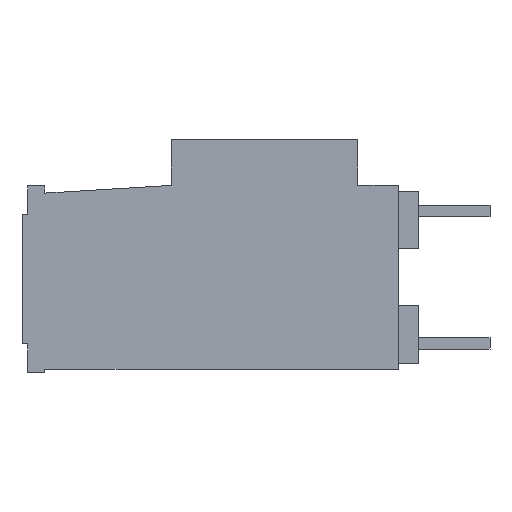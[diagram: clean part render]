
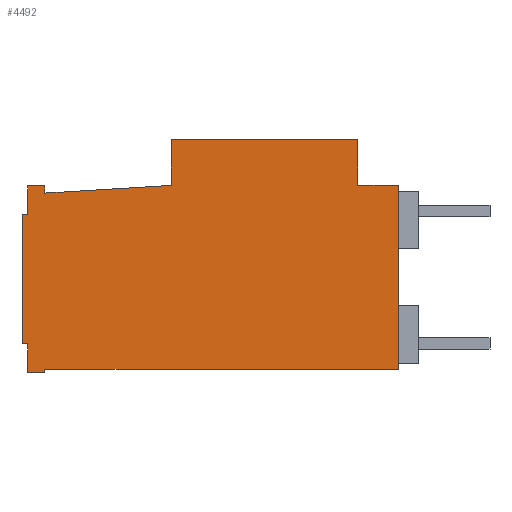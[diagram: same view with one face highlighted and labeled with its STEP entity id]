
A CAD part, left-side view. The second image highlights one B-rep face of the part: STEP entity #4492.
In plain terms, the highlighted planar face has unit normal (-1, 0, 0).
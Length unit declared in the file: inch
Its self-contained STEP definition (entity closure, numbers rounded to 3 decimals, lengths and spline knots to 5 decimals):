
#1=DIRECTION('',(0.,-1.,0.));
#2=VECTOR('',#1,0.06);
#3=CARTESIAN_POINT('',(0.,1.36,0.325));
#4=LINE('',#3,#2);
#5=DIRECTION('',(0.,0.,-1.));
#6=VECTOR('',#5,0.025);
#7=CARTESIAN_POINT('',(0.,1.3,0.325));
#8=LINE('',#7,#6);
#9=DIRECTION('',(0.,-0.998,0.061));
#10=VECTOR('',#9,0.44083);
#11=CARTESIAN_POINT('',(0.,1.3,0.3));
#12=LINE('',#11,#10);
#13=DIRECTION('',(0.,0.,1.));
#14=VECTOR('',#13,0.16);
#15=CARTESIAN_POINT('',(0.,0.86,0.327));
#16=LINE('',#15,#14);
#17=DIRECTION('',(0.,-1.,0.));
#18=VECTOR('',#17,0.65);
#19=CARTESIAN_POINT('',(0.,0.86,0.487));
#20=LINE('',#19,#18);
#21=DIRECTION('',(0.,0.,-1.));
#22=VECTOR('',#21,0.16);
#23=CARTESIAN_POINT('',(0.,0.21,0.487));
#24=LINE('',#23,#22);
#25=DIRECTION('',(0.,-1.,0.));
#26=VECTOR('',#25,0.14);
#27=CARTESIAN_POINT('',(0.,0.21,0.327));
#28=LINE('',#27,#26);
#29=DIRECTION('',(0.,0.,-1.));
#30=VECTOR('',#29,0.64);
#31=CARTESIAN_POINT('',(0.,0.07,0.327));
#32=LINE('',#31,#30);
#33=DIRECTION('',(0.,1.,0.));
#34=VECTOR('',#33,1.23);
#35=CARTESIAN_POINT('',(0.,0.07,-0.313));
#36=LINE('',#35,#34);
#37=DIRECTION('',(0.,0.,-1.));
#38=VECTOR('',#37,0.012);
#39=CARTESIAN_POINT('',(0.,1.3,-0.313));
#40=LINE('',#39,#38);
#41=DIRECTION('',(0.,1.,0.));
#42=VECTOR('',#41,0.06);
#43=CARTESIAN_POINT('',(0.,1.3,-0.325));
#44=LINE('',#43,#42);
#45=DIRECTION('',(0.,0.,1.));
#46=VECTOR('',#45,0.1);
#47=CARTESIAN_POINT('',(0.,1.36,-0.325));
#48=LINE('',#47,#46);
#49=DIRECTION('',(0.,1.,0.));
#50=VECTOR('',#49,0.02);
#51=CARTESIAN_POINT('',(0.,1.36,-0.225));
#52=LINE('',#51,#50);
#53=DIRECTION('',(0.,0.,1.));
#54=VECTOR('',#53,0.45);
#55=CARTESIAN_POINT('',(0.,1.38,-0.225));
#56=LINE('',#55,#54);
#57=DIRECTION('',(0.,-1.,0.));
#58=VECTOR('',#57,0.02);
#59=CARTESIAN_POINT('',(0.,1.38,0.225));
#60=LINE('',#59,#58);
#61=DIRECTION('',(0.,0.,1.));
#62=VECTOR('',#61,0.1);
#63=CARTESIAN_POINT('',(0.,1.36,0.225));
#64=LINE('',#63,#62);
#3425=CARTESIAN_POINT('',(0.,1.36,0.325));
#3426=CARTESIAN_POINT('',(0.,1.3,0.325));
#3427=VERTEX_POINT('',#3425);
#3428=VERTEX_POINT('',#3426);
#3429=CARTESIAN_POINT('',(0.,1.3,0.3));
#3430=VERTEX_POINT('',#3429);
#3431=CARTESIAN_POINT('',(0.,0.86,0.327));
#3432=VERTEX_POINT('',#3431);
#3433=CARTESIAN_POINT('',(0.,0.86,0.487));
#3434=VERTEX_POINT('',#3433);
#3435=CARTESIAN_POINT('',(0.,0.21,0.487));
#3436=VERTEX_POINT('',#3435);
#3437=CARTESIAN_POINT('',(0.,0.21,0.327));
#3438=VERTEX_POINT('',#3437);
#3439=CARTESIAN_POINT('',(0.,0.07,0.327));
#3440=VERTEX_POINT('',#3439);
#3441=CARTESIAN_POINT('',(0.,0.07,-0.313));
#3442=VERTEX_POINT('',#3441);
#3443=CARTESIAN_POINT('',(0.,1.3,-0.313));
#3444=VERTEX_POINT('',#3443);
#3445=CARTESIAN_POINT('',(0.,1.3,-0.325));
#3446=VERTEX_POINT('',#3445);
#3447=CARTESIAN_POINT('',(0.,1.36,-0.325));
#3448=VERTEX_POINT('',#3447);
#3449=CARTESIAN_POINT('',(0.,1.36,-0.225));
#3450=VERTEX_POINT('',#3449);
#3451=CARTESIAN_POINT('',(0.,1.38,-0.225));
#3452=VERTEX_POINT('',#3451);
#3453=CARTESIAN_POINT('',(0.,1.38,0.225));
#3454=VERTEX_POINT('',#3453);
#3455=CARTESIAN_POINT('',(0.,1.36,0.225));
#3456=VERTEX_POINT('',#3455);
#4453=CARTESIAN_POINT('',(0.,0.,0.));
#4454=DIRECTION('',(1.,0.,0.));
#4455=DIRECTION('',(0.,0.,-1.));
#4456=AXIS2_PLACEMENT_3D('',#4453,#4454,#4455);
#4457=PLANE('',#4456);
#4459=ORIENTED_EDGE('',*,*,#4458,.T.);
#4461=ORIENTED_EDGE('',*,*,#4460,.T.);
#4463=ORIENTED_EDGE('',*,*,#4462,.T.);
#4465=ORIENTED_EDGE('',*,*,#4464,.T.);
#4467=ORIENTED_EDGE('',*,*,#4466,.T.);
#4469=ORIENTED_EDGE('',*,*,#4468,.T.);
#4471=ORIENTED_EDGE('',*,*,#4470,.T.);
#4473=ORIENTED_EDGE('',*,*,#4472,.T.);
#4475=ORIENTED_EDGE('',*,*,#4474,.T.);
#4477=ORIENTED_EDGE('',*,*,#4476,.T.);
#4479=ORIENTED_EDGE('',*,*,#4478,.T.);
#4481=ORIENTED_EDGE('',*,*,#4480,.T.);
#4483=ORIENTED_EDGE('',*,*,#4482,.T.);
#4485=ORIENTED_EDGE('',*,*,#4484,.T.);
#4487=ORIENTED_EDGE('',*,*,#4486,.T.);
#4489=ORIENTED_EDGE('',*,*,#4488,.T.);
#4490=EDGE_LOOP('',(#4459,#4461,#4463,#4465,#4467,#4469,#4471,#4473,#4475,#4477,
#4479,#4481,#4483,#4485,#4487,#4489));
#4491=FACE_OUTER_BOUND('',#4490,.F.);
#4492=ADVANCED_FACE('',(#4491),#4457,.F.);
#4458=EDGE_CURVE('',#3427,#3428,#4,.T.);
#4460=EDGE_CURVE('',#3428,#3430,#8,.T.);
#4462=EDGE_CURVE('',#3430,#3432,#12,.T.);
#4464=EDGE_CURVE('',#3432,#3434,#16,.T.);
#4466=EDGE_CURVE('',#3434,#3436,#20,.T.);
#4468=EDGE_CURVE('',#3436,#3438,#24,.T.);
#4470=EDGE_CURVE('',#3438,#3440,#28,.T.);
#4472=EDGE_CURVE('',#3440,#3442,#32,.T.);
#4474=EDGE_CURVE('',#3442,#3444,#36,.T.);
#4476=EDGE_CURVE('',#3444,#3446,#40,.T.);
#4478=EDGE_CURVE('',#3446,#3448,#44,.T.);
#4480=EDGE_CURVE('',#3448,#3450,#48,.T.);
#4482=EDGE_CURVE('',#3450,#3452,#52,.T.);
#4484=EDGE_CURVE('',#3452,#3454,#56,.T.);
#4486=EDGE_CURVE('',#3454,#3456,#60,.T.);
#4488=EDGE_CURVE('',#3456,#3427,#64,.T.);
